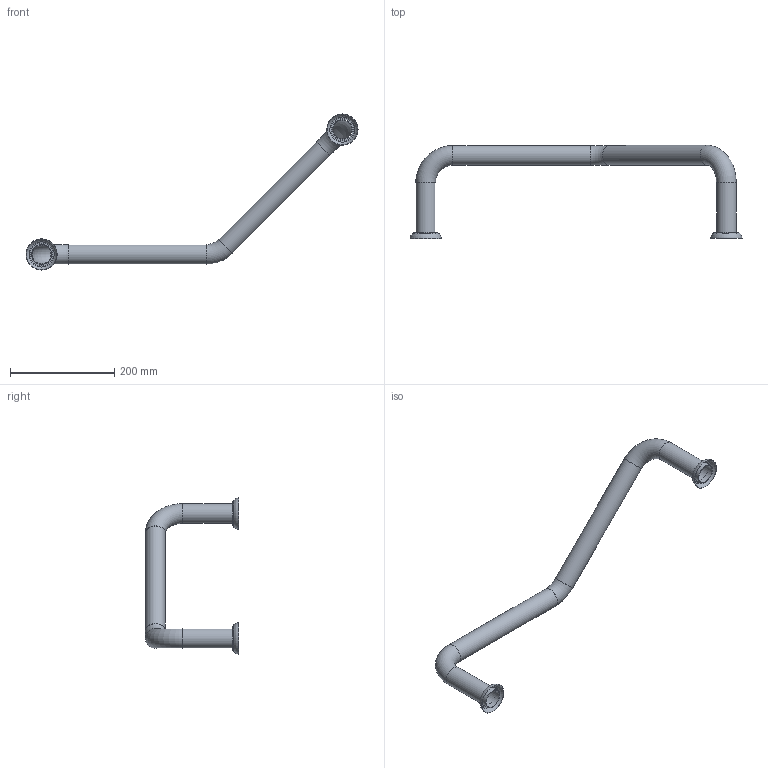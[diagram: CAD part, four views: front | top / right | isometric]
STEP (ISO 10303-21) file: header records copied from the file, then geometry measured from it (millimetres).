
FILE_DESCRIPTION(('STEP AP214'), '1');
FILE_NAME('KPSÎ710', '2014-12-26T14:06:31', ('UNSPECIFIED'), ('UNSPECIFIED'), 'ASCON STEP Converter 1.3', 'ASCON Math Kernel', '');
FILE_SCHEMA(('AUTOMOTIVE_DESIGN { 1 0 10303 214 3 1 1}'));
Length unit declared in the file: millimetre
Products named in the file (2): 2
Assembly tree (2 placements, depth 2):
  (unnamed)
    2  x2
Bounding box: 638 x 178.93 x 300 mm (x, y, z)
Volume: 113224.2 mm3; surface area: 232585.1 mm2
Topology: 3 solids, 3 shells, 32 faces, 70 edges, 57 vertices
Faces by surface type: torus 14, cylinder 10, plane 8
Full cylindrical faces by diameter (mm): 36 x4, 38 x4, 38.4 x2
Entity records: 1150 total; most frequent: CARTESIAN_POINT 297, DIRECTION 115, AXIS2_PLACEMENT_3D 52, EDGE_LOOP 48, ORIENTED_EDGE 48, FACE_OUTER_BOUND 38, COLOUR_RGB 37, PRESENTATION_STYLE_ASSIGNMENT 37
